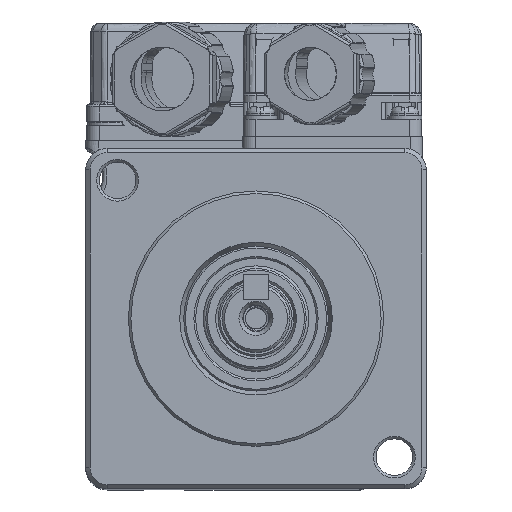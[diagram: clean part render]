
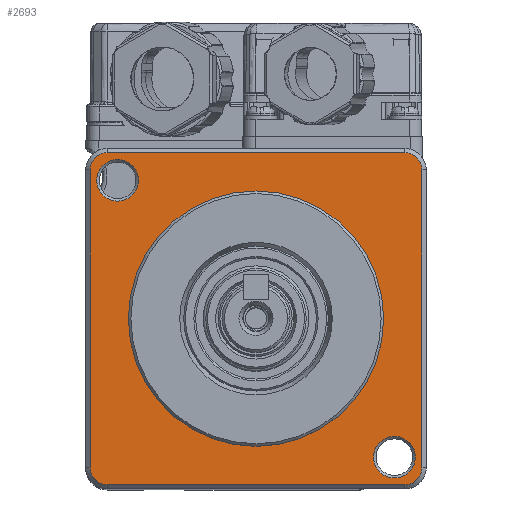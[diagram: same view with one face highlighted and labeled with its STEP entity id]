
A CAD part, top view. The second image highlights one B-rep face of the part: STEP entity #2693.
In plain terms, the highlighted planar face has unit normal (0, 0, 1).
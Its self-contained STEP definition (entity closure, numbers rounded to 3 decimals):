
#1369=CARTESIAN_POINT('',(19.5,-17.5,0.2));
#1370=VERTEX_POINT('',#1369);
#1378=CARTESIAN_POINT('',(19.5,17.5,0.2));
#1379=VERTEX_POINT('',#1378);
#1386=CARTESIAN_POINT('',(19.5,17.5,0.2));
#1387=DIRECTION('',(0.,-1.,0.));
#1388=VECTOR('',#1387,35.);
#1389=LINE('',#1386,#1388);
#1390=EDGE_CURVE('',#1379,#1370,#1389,.T.);
#1794=CARTESIAN_POINT('',(-17.5,-19.5,0.2));
#1795=VERTEX_POINT('',#1794);
#1803=CARTESIAN_POINT('',(17.5,-19.5,0.2));
#1804=VERTEX_POINT('',#1803);
#1811=CARTESIAN_POINT('',(17.5,-19.5,0.2));
#1812=DIRECTION('',(-1.,0.,0.));
#1813=VECTOR('',#1812,35.);
#1814=LINE('',#1811,#1813);
#1815=EDGE_CURVE('',#1804,#1795,#1814,.T.);
#1825=CARTESIAN_POINT('',(-19.5,-17.5,0.2));
#1826=VERTEX_POINT('',#1825);
#1835=CARTESIAN_POINT('',(-17.5,-17.5,0.2));
#1836=DIRECTION('',(0.,-1.,0.));
#1837=DIRECTION('',(0.,0.,-1.));
#1838=AXIS2_PLACEMENT_3D('',#1835,#1837,#1836);
#1839=CIRCLE('',#1838,2.);
#1840=EDGE_CURVE('',#1795,#1826,#1839,.T.);
#1889=CARTESIAN_POINT('',(-19.5,17.5,0.2));
#1890=VERTEX_POINT('',#1889);
#1891=CARTESIAN_POINT('',(-19.5,-17.5,0.2));
#1892=DIRECTION('',(0.,1.,0.));
#1893=VECTOR('',#1892,35.);
#1894=LINE('',#1891,#1893);
#1895=EDGE_CURVE('',#1826,#1890,#1894,.T.);
#2437=CARTESIAN_POINT('',(-17.5,19.5,0.2));
#2438=VERTEX_POINT('',#2437);
#2445=CARTESIAN_POINT('',(17.5,19.5,0.2));
#2446=VERTEX_POINT('',#2445);
#2447=CARTESIAN_POINT('',(-17.5,19.5,0.2));
#2448=DIRECTION('',(1.,0.,0.));
#2449=VECTOR('',#2448,35.);
#2450=LINE('',#2447,#2449);
#2451=EDGE_CURVE('',#2438,#2446,#2450,.T.);
#2538=CARTESIAN_POINT('',(17.5,17.5,0.2));
#2539=DIRECTION('',(0.,1.,0.));
#2540=DIRECTION('',(0.,0.,-1.));
#2541=AXIS2_PLACEMENT_3D('',#2538,#2540,#2539);
#2542=CIRCLE('',#2541,2.);
#2543=EDGE_CURVE('',#2446,#1379,#2542,.T.);
#2629=CARTESIAN_POINT('',(17.5,-17.5,0.2));
#2630=DIRECTION('',(1.,0.,0.));
#2631=DIRECTION('',(-0.,0.,-1.));
#2632=AXIS2_PLACEMENT_3D('',#2629,#2631,#2630);
#2633=CIRCLE('',#2632,2.);
#2634=EDGE_CURVE('',#1370,#1804,#2633,.T.);
#2639=CARTESIAN_POINT('',(0.,0.,0.2));
#2640=DIRECTION('',(0.,1.,0.));
#2641=DIRECTION('',(0.,-0.,1.));
#2642=AXIS2_PLACEMENT_3D('',#2639,#2641,#2640);
#2643=PLANE('',#2642);
#2644=ORIENTED_EDGE('',*,*,#1390,.F.);
#2645=ORIENTED_EDGE('',*,*,#2543,.F.);
#2646=ORIENTED_EDGE('',*,*,#2451,.F.);
#2647=CARTESIAN_POINT('',(-17.5,17.5,0.2));
#2648=DIRECTION('',(0.,1.,0.));
#2649=DIRECTION('',(0.,0.,1.));
#2650=AXIS2_PLACEMENT_3D('',#2647,#2649,#2648);
#2651=CIRCLE('',#2650,2.);
#2652=EDGE_CURVE('',#2438,#1890,#2651,.T.);
#2653=ORIENTED_EDGE('',*,*,#2652,.T.);
#2654=ORIENTED_EDGE('',*,*,#1895,.F.);
#2655=ORIENTED_EDGE('',*,*,#1840,.F.);
#2656=ORIENTED_EDGE('',*,*,#1815,.F.);
#2657=ORIENTED_EDGE('',*,*,#2634,.F.);
#2658=EDGE_LOOP('',(#2644,#2645,#2646,#2653,#2654,#2655,#2656,#2657));
#2659=FACE_OUTER_BOUND('',#2658,.T.);
#2660=CARTESIAN_POINT('',(-15.,0.,0.2));
#2661=VERTEX_POINT('',#2660);
#2662=CARTESIAN_POINT('',(0.,0.,0.2));
#2663=DIRECTION('',(-1.,0.,0.));
#2664=DIRECTION('',(0.,0.,-1.));
#2665=AXIS2_PLACEMENT_3D('',#2662,#2664,#2663);
#2666=CIRCLE('',#2665,15.);
#2667=EDGE_CURVE('',#2661,#2661,#2666,.T.);
#2668=ORIENTED_EDGE('',*,*,#2667,.T.);
#2669=EDGE_LOOP('',(#2668));
#2670=FACE_BOUND('',#2669,.T.);
#2671=CARTESIAN_POINT('',(13.813,-16.263,0.2));
#2672=VERTEX_POINT('',#2671);
#2673=CARTESIAN_POINT('',(16.263,-16.263,0.2));
#2674=DIRECTION('',(-1.,0.,0.));
#2675=DIRECTION('',(0.,0.,-1.));
#2676=AXIS2_PLACEMENT_3D('',#2673,#2675,#2674);
#2677=CIRCLE('',#2676,2.45);
#2678=EDGE_CURVE('',#2672,#2672,#2677,.T.);
#2679=ORIENTED_EDGE('',*,*,#2678,.T.);
#2680=EDGE_LOOP('',(#2679));
#2681=FACE_BOUND('',#2680,.T.);
#2682=CARTESIAN_POINT('',(-18.713,16.263,0.2));
#2683=VERTEX_POINT('',#2682);
#2684=CARTESIAN_POINT('',(-16.263,16.263,0.2));
#2685=DIRECTION('',(-1.,0.,0.));
#2686=DIRECTION('',(0.,0.,-1.));
#2687=AXIS2_PLACEMENT_3D('',#2684,#2686,#2685);
#2688=CIRCLE('',#2687,2.45);
#2689=EDGE_CURVE('',#2683,#2683,#2688,.T.);
#2690=ORIENTED_EDGE('',*,*,#2689,.T.);
#2691=EDGE_LOOP('',(#2690));
#2692=FACE_BOUND('',#2691,.T.);
#2693=ADVANCED_FACE('',(#2659,#2670,#2681,#2692),#2643,.T.);
